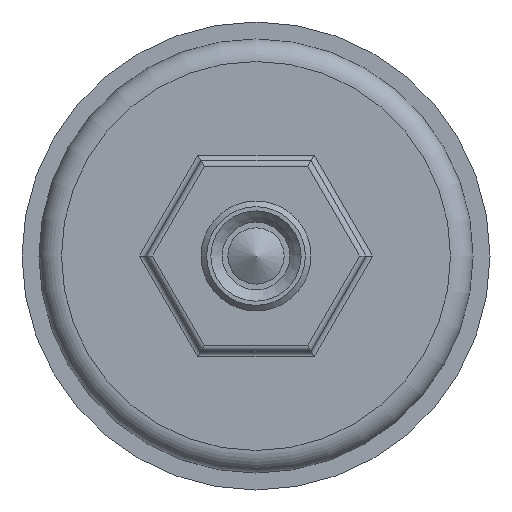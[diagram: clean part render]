
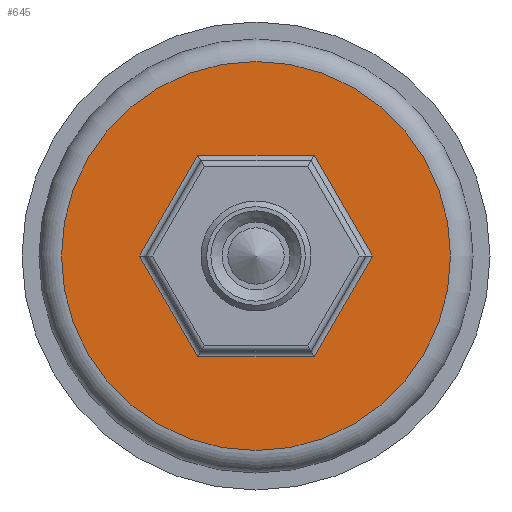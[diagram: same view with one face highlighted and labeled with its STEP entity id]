
A CAD part, front view. The second image highlights one B-rep face of the part: STEP entity #645.
In plain terms, the highlighted planar face has unit normal (0, -1, 0).
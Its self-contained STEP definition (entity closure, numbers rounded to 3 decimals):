
#23=FACE_BOUND('',#137,.T.);
#30=CIRCLE('',#719,17.25);
#31=CIRCLE('',#720,17.25);
#72=PLANE('',#718);
#96=FACE_OUTER_BOUND('',#136,.T.);
#136=EDGE_LOOP('',(#495,#496));
#137=EDGE_LOOP('',(#497,#498,#499,#500,#501,#502));
#193=LINE('',#1058,#237);
#194=LINE('',#1065,#238);
#196=LINE('',#1072,#240);
#197=LINE('',#1075,#241);
#199=LINE('',#1080,#243);
#201=LINE('',#1083,#245);
#237=VECTOR('',#834,10.);
#238=VECTOR('',#843,10.);
#240=VECTOR('',#851,10.);
#241=VECTOR('',#854,10.);
#243=VECTOR('',#860,10.);
#245=VECTOR('',#864,10.);
#280=VERTEX_POINT('',#1056);
#281=VERTEX_POINT('',#1057);
#282=VERTEX_POINT('',#1062);
#283=VERTEX_POINT('',#1064);
#285=VERTEX_POINT('',#1070);
#286=VERTEX_POINT('',#1074);
#288=VERTEX_POINT('',#1089);
#289=VERTEX_POINT('',#1090);
#352=EDGE_CURVE('',#280,#281,#193,.T.);
#356=EDGE_CURVE('',#282,#283,#194,.T.);
#360=EDGE_CURVE('',#285,#282,#196,.T.);
#361=EDGE_CURVE('',#286,#285,#197,.T.);
#364=EDGE_CURVE('',#281,#286,#199,.T.);
#366=EDGE_CURVE('',#283,#280,#201,.T.);
#369=EDGE_CURVE('',#288,#289,#30,.T.);
#370=EDGE_CURVE('',#289,#288,#31,.T.);
#495=ORIENTED_EDGE('',*,*,#369,.F.);
#496=ORIENTED_EDGE('',*,*,#370,.F.);
#497=ORIENTED_EDGE('',*,*,#356,.F.);
#498=ORIENTED_EDGE('',*,*,#360,.F.);
#499=ORIENTED_EDGE('',*,*,#361,.F.);
#500=ORIENTED_EDGE('',*,*,#364,.F.);
#501=ORIENTED_EDGE('',*,*,#352,.F.);
#502=ORIENTED_EDGE('',*,*,#366,.F.);
#645=ADVANCED_FACE('',(#96,#23),#72,.T.);
#718=AXIS2_PLACEMENT_3D('',#1088,#871,#872);
#719=AXIS2_PLACEMENT_3D('',#1091,#873,#874);
#720=AXIS2_PLACEMENT_3D('',#1092,#875,#876);
#834=DIRECTION('',(-1.,0.,0.));
#843=DIRECTION('',(0.5,0.,0.866));
#851=DIRECTION('',(1.,0.,0.));
#854=DIRECTION('',(0.5,0.,-0.866));
#860=DIRECTION('',(-0.5,0.,-0.866));
#864=DIRECTION('',(-0.5,0.,0.866));
#871=DIRECTION('center_axis',(0.,-1.,0.));
#872=DIRECTION('ref_axis',(0.,0.,-1.));
#873=DIRECTION('center_axis',(0.,1.,0.));
#874=DIRECTION('ref_axis',(-1.,0.,0.));
#875=DIRECTION('center_axis',(0.,1.,0.));
#876=DIRECTION('ref_axis',(-1.,0.,0.));
#1056=CARTESIAN_POINT('',(5.167,0.,8.95));
#1057=CARTESIAN_POINT('',(-5.167,0.,8.95));
#1058=CARTESIAN_POINT('',(2.439,0.,8.95));
#1062=CARTESIAN_POINT('',(5.167,0.,-8.95));
#1064=CARTESIAN_POINT('',(10.335,0.,0.));
#1065=CARTESIAN_POINT('',(6.531,0.,-6.588));
#1070=CARTESIAN_POINT('',(-5.167,0.,-8.95));
#1072=CARTESIAN_POINT('',(-2.439,0.,-8.95));
#1074=CARTESIAN_POINT('',(-10.335,0.,0.));
#1075=CARTESIAN_POINT('',(-8.971,0.,-2.363));
#1080=CARTESIAN_POINT('',(-6.531,0.,6.588));
#1083=CARTESIAN_POINT('',(8.971,0.,2.363));
#1088=CARTESIAN_POINT('Origin',(0.,0.,0.));
#1089=CARTESIAN_POINT('',(17.25,0.,0.));
#1090=CARTESIAN_POINT('',(0.,0.,17.25));
#1091=CARTESIAN_POINT('Origin',(0.,0.,0.));
#1092=CARTESIAN_POINT('Origin',(0.,0.,0.));
